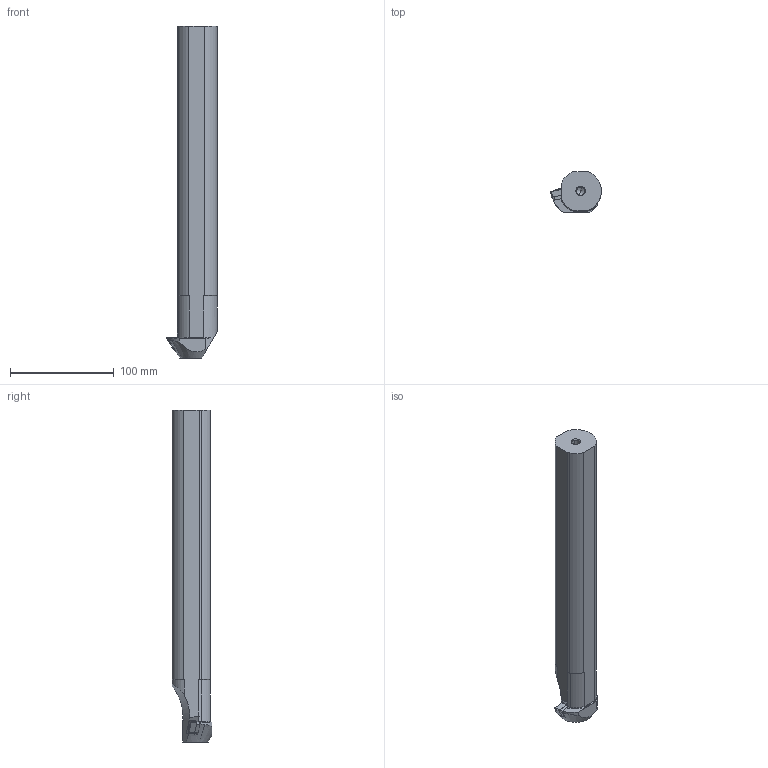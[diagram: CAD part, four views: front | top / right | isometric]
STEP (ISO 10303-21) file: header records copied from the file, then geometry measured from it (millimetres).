
FILE_DESCRIPTION(('CATIA V5 STEP','CAx-IF Rec.Pracs.--- Model Styling and Organization---1.2---2011-12-15'),'2;1');
FILE_NAME('6121379-A40THDZNR1305_STPL.stp','2015-05-13T09:37:30+00:00',('none'),('none'),'CATIA Version 5 Release 21 SP 5 (IN-10)','CATIA V5 STEP AP214','none');
FILE_SCHEMA(('AUTOMOTIVE_DESIGN { 1 0 10303 214 1 1 1 1 }'));
Length unit declared in the file: millimetre
Products named in the file (1): A40T HDZNR 1305
Bounding box: 49 x 38.5 x 320 mm (x, y, z)
Volume: 353803.5 mm3; surface area: 48354 mm2
Topology: 2 solids, 2 shells, 97 faces, 256 edges, 163 vertices
Faces by surface type: plane 38, cylinder 29, bspline 16, cone 11, torus 3
Entity records: 3416 total; most frequent: CARTESIAN_POINT 1274, ORIENTED_EDGE 484, DIRECTION 302, EDGE_CURVE 242, VERTEX_POINT 150, AXIS2_PLACEMENT_3D 121, VECTOR 120, LINE 120
